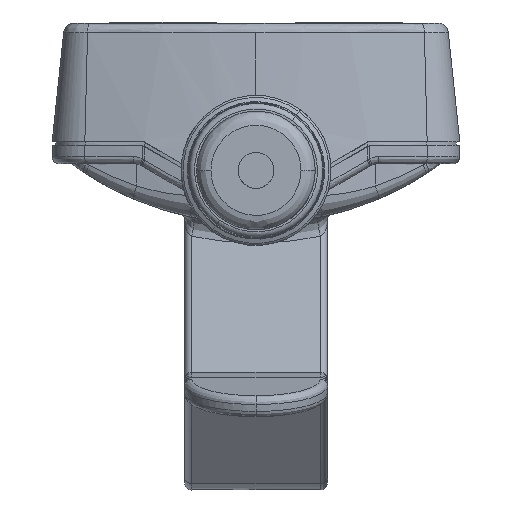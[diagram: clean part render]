
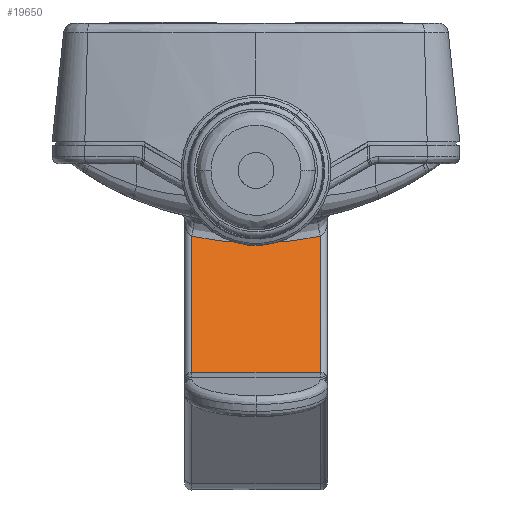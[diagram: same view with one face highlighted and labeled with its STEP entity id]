
A CAD part, front view. The second image highlights one B-rep face of the part: STEP entity #19650.
In plain terms, the highlighted planar face has unit normal (0, -0.94, 0.342).
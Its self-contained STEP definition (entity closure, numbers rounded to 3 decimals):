
#2148 = EDGE_LOOP ( 'NONE', ( #7811, #7810, #7809, #7808, #7807 ) ) ;
#2692 = VERTEX_POINT ( 'NONE', #15177 ) ;
#2694 = VERTEX_POINT ( 'NONE', #15183 ) ;
#2700 = VERTEX_POINT ( 'NONE', #15200 ) ;
#2707 = VERTEX_POINT ( 'NONE', #15220 ) ;
#2720 = VERTEX_POINT ( 'NONE', #15249 ) ;
#3500 = CARTESIAN_POINT ( 'NONE',  ( -8.995, 73.575, -13.222 ) ) ;
#3501 = CARTESIAN_POINT ( 'NONE',  ( -8.811, 73.561, -13.259 ) ) ;
#3507 = CARTESIAN_POINT ( 'NONE',  ( 0.005, 73.23, -14.168 ) ) ;
#3508 = CARTESIAN_POINT ( 'NONE',  ( 0.202, 73.231, -14.167 ) ) ;
#3509 = CARTESIAN_POINT ( 'NONE',  ( -8.442, 73.533, -13.335 ) ) ;
#3510 = CARTESIAN_POINT ( 'NONE',  ( -7.886, 73.495, -13.44 ) ) ;
#3511 = CARTESIAN_POINT ( 'NONE',  ( -7.33, 73.459, -13.539 ) ) ;
#3512 = CARTESIAN_POINT ( 'NONE',  ( -6.585, 73.415, -13.66 ) ) ;
#3513 = CARTESIAN_POINT ( 'NONE',  ( -5.652, 73.366, -13.795 ) ) ;
#3514 = CARTESIAN_POINT ( 'NONE',  ( -4.152, 73.302, -13.972 ) ) ;
#3515 = CARTESIAN_POINT ( 'NONE',  ( -2.834, 73.264, -14.076 ) ) ;
#3516 = CARTESIAN_POINT ( 'NONE',  ( -1.703, 73.244, -14.13 ) ) ;
#3517 = CARTESIAN_POINT ( 'NONE',  ( -1.136, 73.237, -14.15 ) ) ;
#3518 = CARTESIAN_POINT ( 'NONE',  ( -0.57, 73.232, -14.164 ) ) ;
#3519 = CARTESIAN_POINT ( 'NONE',  ( -0.193, 73.231, -14.167 ) ) ;
#3520 = CARTESIAN_POINT ( 'NONE',  ( 0.005, 73.23, -14.168 ) ) ;
#3523 = CARTESIAN_POINT ( 'NONE',  ( 0.58, 73.232, -14.164 ) ) ;
#3524 = CARTESIAN_POINT ( 'NONE',  ( 1.146, 73.237, -14.15 ) ) ;
#3525 = CARTESIAN_POINT ( 'NONE',  ( 1.712, 73.244, -14.13 ) ) ;
#3526 = CARTESIAN_POINT ( 'NONE',  ( 2.844, 73.264, -14.076 ) ) ;
#3527 = CARTESIAN_POINT ( 'NONE',  ( 4.162, 73.302, -13.972 ) ) ;
#3528 = CARTESIAN_POINT ( 'NONE',  ( 5.661, 73.366, -13.795 ) ) ;
#3529 = CARTESIAN_POINT ( 'NONE',  ( 6.595, 73.415, -13.66 ) ) ;
#3530 = CARTESIAN_POINT ( 'NONE',  ( 7.339, 73.459, -13.539 ) ) ;
#3531 = CARTESIAN_POINT ( 'NONE',  ( 7.896, 73.495, -13.44 ) ) ;
#3532 = CARTESIAN_POINT ( 'NONE',  ( 8.452, 73.533, -13.335 ) ) ;
#3533 = CARTESIAN_POINT ( 'NONE',  ( 8.82, 73.561, -13.259 ) ) ;
#3534 = CARTESIAN_POINT ( 'NONE',  ( 9.005, 73.575, -13.222 ) ) ;
#7807 = ORIENTED_EDGE ( 'NONE', *, *, #11233, .F. ) ;
#7808 = ORIENTED_EDGE ( 'NONE', *, *, #9813, .T. ) ;
#7809 = ORIENTED_EDGE ( 'NONE', *, *, #9823, .T. ) ;
#7810 = ORIENTED_EDGE ( 'NONE', *, *, #9487, .T. ) ;
#7811 = ORIENTED_EDGE ( 'NONE', *, *, #11232, .F. ) ;
#8986 = CARTESIAN_POINT ( 'NONE',  ( -9.995, 75.086, -9.07 ) ) ;
#8987 = PLANE ( 'NONE',  #12640 ) ;
#9108 = DIRECTION ( 'NONE',  ( 0., -0.94, 0.342 ) ) ;
#9109 = DIRECTION ( 'NONE',  ( 0., -0.342, -0.94 ) ) ;
#9487 = EDGE_CURVE ( 'NONE', #2694, #2707, #9630, .T. ) ;
#9630 = B_SPLINE_CURVE_WITH_KNOTS ( 'NONE', 3,
 ( #20340, #20341, #20346, #20347 ),
 .UNSPECIFIED., .F., .F.,
 ( 4, 4 ),
 ( 0., 1. ),
 .UNSPECIFIED. ) ;
#9813 = EDGE_CURVE ( 'NONE', #2720, #2692, #22207, .T. ) ;
#9823 = EDGE_CURVE ( 'NONE', #2707, #2720, #22210, .T. ) ;
#10084 = CARTESIAN_POINT ( 'NONE',  ( 9.005, 67.609, -29.613 ) ) ;
#10085 = CARTESIAN_POINT ( 'NONE',  ( 9.005, 64.626, -37.808 ) ) ;
#10090 = CARTESIAN_POINT ( 'NONE',  ( 9.005, 70.592, -21.417 ) ) ;
#10091 = CARTESIAN_POINT ( 'NONE',  ( 9.005, 73.575, -13.222 ) ) ;
#10092 = CARTESIAN_POINT ( 'NONE',  ( -2.995, 64.626, -37.808 ) ) ;
#10093 = CARTESIAN_POINT ( 'NONE',  ( -8.995, 64.626, -37.808 ) ) ;
#11232 = EDGE_CURVE ( 'NONE', #2694, #2700, #22290, .T. ) ;
#11233 = EDGE_CURVE ( 'NONE', #2700, #2692, #22291, .T. ) ;
#11749 = CARTESIAN_POINT ( 'NONE',  ( 3.005, 64.626, -37.808 ) ) ;
#11750 = CARTESIAN_POINT ( 'NONE',  ( 9.005, 64.626, -37.808 ) ) ;
#12640 = AXIS2_PLACEMENT_3D ( 'NONE', #8986, #9108, #9109 ) ;
#15177 = CARTESIAN_POINT ( 'NONE',  ( 9.005, 73.575, -13.222 ) ) ;
#15183 = CARTESIAN_POINT ( 'NONE',  ( -8.995, 73.575, -13.222 ) ) ;
#15200 = CARTESIAN_POINT ( 'NONE',  ( 0.005, 73.23, -14.168 ) ) ;
#15220 = CARTESIAN_POINT ( 'NONE',  ( -8.995, 64.626, -37.808 ) ) ;
#15249 = CARTESIAN_POINT ( 'NONE',  ( 9.005, 64.626, -37.808 ) ) ;
#19650 = ADVANCED_FACE ( 'NONE', ( #25628 ), #8987, .T. ) ;
#20340 = CARTESIAN_POINT ( 'NONE',  ( -8.995, 73.575, -13.222 ) ) ;
#20341 = CARTESIAN_POINT ( 'NONE',  ( -8.995, 70.592, -21.417 ) ) ;
#20346 = CARTESIAN_POINT ( 'NONE',  ( -8.995, 67.609, -29.613 ) ) ;
#20347 = CARTESIAN_POINT ( 'NONE',  ( -8.995, 64.626, -37.808 ) ) ;
#22207 = B_SPLINE_CURVE_WITH_KNOTS ( 'NONE', 3,
 ( #10085, #10084, #10090, #10091 ),
 .UNSPECIFIED., .F., .F.,
 ( 4, 4 ),
 ( 0., 1. ),
 .UNSPECIFIED. ) ;
#22210 = B_SPLINE_CURVE_WITH_KNOTS ( 'NONE', 3,
 ( #10093, #10092, #11749, #11750 ),
 .UNSPECIFIED., .F., .F.,
 ( 4, 4 ),
 ( 0., 1. ),
 .UNSPECIFIED. ) ;
#22290 = B_SPLINE_CURVE_WITH_KNOTS ( 'NONE', 3,
 ( #3500, #3501, #3509, #3510, #3511, #3512, #3513, #3514, #3515, #3516, #3517, #3518, #3519, #3520 ),
 .UNSPECIFIED., .F., .F.,
 ( 4, 1, 1, 1, 1, 1, 1, 1, 1, 1, 1, 4 ),
 ( 0., 0.062, 0.125, 0.187, 0.25, 0.375, 0.5, 0.75, 0.812, 0.875, 0.937, 1. ),
 .UNSPECIFIED. ) ;
#22291 = B_SPLINE_CURVE_WITH_KNOTS ( 'NONE', 3,
 ( #3507, #3508, #3523, #3524, #3525, #3526, #3527, #3528, #3529, #3530, #3531, #3532, #3533, #3534 ),
 .UNSPECIFIED., .F., .F.,
 ( 4, 1, 1, 1, 1, 1, 1, 1, 1, 1, 1, 4 ),
 ( 0., 0.063, 0.125, 0.188, 0.25, 0.5, 0.625, 0.75, 0.813, 0.875, 0.938, 1. ),
 .UNSPECIFIED. ) ;
#25628 = FACE_OUTER_BOUND ( 'NONE', #2148, .T. ) ;
